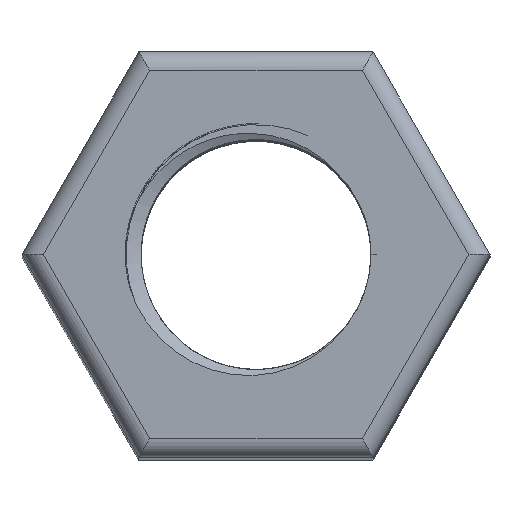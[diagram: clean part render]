
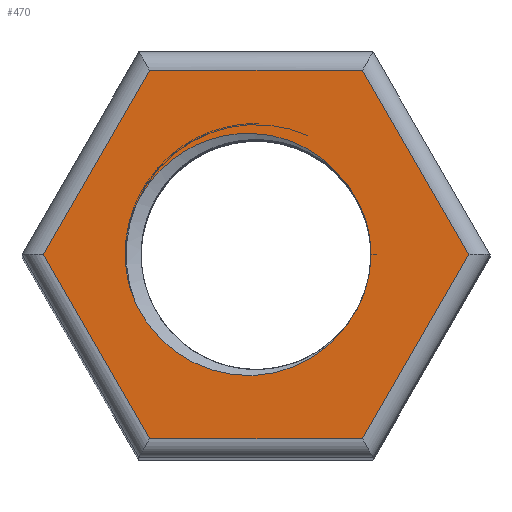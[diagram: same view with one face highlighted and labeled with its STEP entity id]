
A CAD part, top view. The second image highlights one B-rep face of the part: STEP entity #470.
In plain terms, the highlighted planar face has unit normal (0, 0, 1).
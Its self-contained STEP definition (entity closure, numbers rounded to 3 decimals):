
#126 = VERTEX_POINT('',#127);
#127 = CARTESIAN_POINT('',(11.547,0.,95.));
#134 = EDGE_CURVE('',#126,#135,#137,.T.);
#135 = VERTEX_POINT('',#136);
#136 = CARTESIAN_POINT('',(5.774,10.,95.));
#137 = LINE('',#138,#139);
#138 = CARTESIAN_POINT('',(11.836,-0.5,95.));
#139 = VECTOR('',#140,1.);
#140 = DIRECTION('',(-0.5,0.866,0.));
#246 = VERTEX_POINT('',#247);
#247 = CARTESIAN_POINT('',(5.774,-10.,95.));
#254 = EDGE_CURVE('',#246,#126,#255,.T.);
#255 = LINE('',#256,#257);
#256 = CARTESIAN_POINT('',(5.485,-10.5,95.));
#257 = VECTOR('',#258,1.);
#258 = DIRECTION('',(0.5,0.866,0.));
#470 = ADVANCED_FACE('',(#471,#505),#644,.T.);
#471 = FACE_BOUND('',#472,.T.);
#472 = EDGE_LOOP('',(#473,#481,#482,#483,#491,#499));
#473 = ORIENTED_EDGE('',*,*,#474,.T.);
#474 = EDGE_CURVE('',#475,#246,#477,.T.);
#475 = VERTEX_POINT('',#476);
#476 = CARTESIAN_POINT('',(-5.774,-10.,95.));
#477 = LINE('',#478,#479);
#478 = CARTESIAN_POINT('',(-6.351,-10.,95.));
#479 = VECTOR('',#480,1.);
#480 = DIRECTION('',(1.,0.,0.));
#481 = ORIENTED_EDGE('',*,*,#254,.T.);
#482 = ORIENTED_EDGE('',*,*,#134,.T.);
#483 = ORIENTED_EDGE('',*,*,#484,.T.);
#484 = EDGE_CURVE('',#135,#485,#487,.T.);
#485 = VERTEX_POINT('',#486);
#486 = CARTESIAN_POINT('',(-5.774,10.,95.));
#487 = LINE('',#488,#489);
#488 = CARTESIAN_POINT('',(6.351,10.,95.));
#489 = VECTOR('',#490,1.);
#490 = DIRECTION('',(-1.,0.,0.));
#491 = ORIENTED_EDGE('',*,*,#492,.T.);
#492 = EDGE_CURVE('',#485,#493,#495,.T.);
#493 = VERTEX_POINT('',#494);
#494 = CARTESIAN_POINT('',(-11.547,0.,95.));
#495 = LINE('',#496,#497);
#496 = CARTESIAN_POINT('',(-5.485,10.5,95.));
#497 = VECTOR('',#498,1.);
#498 = DIRECTION('',(-0.5,-0.866,0.));
#499 = ORIENTED_EDGE('',*,*,#500,.T.);
#500 = EDGE_CURVE('',#493,#475,#501,.T.);
#501 = LINE('',#502,#503);
#502 = CARTESIAN_POINT('',(-11.836,0.5,95.));
#503 = VECTOR('',#504,1.);
#504 = DIRECTION('',(0.5,-0.866,0.));
#505 = FACE_BOUND('',#506,.T.);
#506 = EDGE_LOOP('',(#507,#518,#527,#554,#603));
#507 = ORIENTED_EDGE('',*,*,#508,.T.);
#508 = EDGE_CURVE('',#509,#511,#513,.T.);
#509 = VERTEX_POINT('',#510);
#510 = CARTESIAN_POINT('',(4.411,4.411,95.));
#511 = VERTEX_POINT('',#512);
#512 = CARTESIAN_POINT('',(6.238,0.,95.));
#513 = CIRCLE('',#514,6.238);
#514 = AXIS2_PLACEMENT_3D('',#515,#516,#517);
#515 = CARTESIAN_POINT('',(0.,0.,95.));
#516 = DIRECTION('',(0.,0.,-1.));
#517 = DIRECTION('',(1.,0.,0.));
#518 = ORIENTED_EDGE('',*,*,#519,.T.);
#519 = EDGE_CURVE('',#511,#520,#522,.T.);
#520 = VERTEX_POINT('',#521);
#521 = CARTESIAN_POINT('',(4.411,-4.411,95.));
#522 = CIRCLE('',#523,6.238);
#523 = AXIS2_PLACEMENT_3D('',#524,#525,#526);
#524 = CARTESIAN_POINT('',(0.,0.,95.));
#525 = DIRECTION('',(0.,0.,-1.));
#526 = DIRECTION('',(1.,0.,0.));
#527 = ORIENTED_EDGE('',*,*,#528,.F.);
#528 = EDGE_CURVE('',#529,#520,#531,.T.);
#529 = VERTEX_POINT('',#530);
#530 = CARTESIAN_POINT('',(-6.513,-2.698,95.));
#531 = B_SPLINE_CURVE_WITH_KNOTS('',6,(#532,#533,#534,#535,#536,#537,
    #538,#539,#540,#541,#542,#543,#544,#545,#546,#547,#548,#549,#550,
    #551,#552,#553),.UNSPECIFIED.,.F.,.F.,(7,5,5,5,7),(0.,0.284
    ,0.543,0.78,1.),.UNSPECIFIED.);
#532 = CARTESIAN_POINT('',(-6.513,-2.698,95.));
#533 = CARTESIAN_POINT('',(-6.243,-3.255,95.));
#534 = CARTESIAN_POINT('',(-5.915,-3.784,95.));
#535 = CARTESIAN_POINT('',(-5.53,-4.275,95.));
#536 = CARTESIAN_POINT('',(-5.096,-4.723,95.));
#537 = CARTESIAN_POINT('',(-4.617,-5.12,95.));
#538 = CARTESIAN_POINT('',(-3.629,-5.772,95.));
#539 = CARTESIAN_POINT('',(-3.127,-6.037,95.));
#540 = CARTESIAN_POINT('',(-2.6,-6.25,95.));
#541 = CARTESIAN_POINT('',(-2.053,-6.409,95.));
#542 = CARTESIAN_POINT('',(-1.495,-6.511,95.));
#543 = CARTESIAN_POINT('',(-0.417,-6.596,95.));
#544 = CARTESIAN_POINT('',(0.103,-6.588,95.));
#545 = CARTESIAN_POINT('',(0.621,-6.531,95.));
#546 = CARTESIAN_POINT('',(1.132,-6.425,95.));
#547 = CARTESIAN_POINT('',(1.628,-6.271,95.));
#548 = CARTESIAN_POINT('',(2.546,-5.885,95.));
#549 = CARTESIAN_POINT('',(2.969,-5.66,95.));
#550 = CARTESIAN_POINT('',(3.372,-5.398,95.));
#551 = CARTESIAN_POINT('',(3.749,-5.1,95.));
#552 = CARTESIAN_POINT('',(4.097,-4.77,95.));
#553 = CARTESIAN_POINT('',(4.411,-4.411,95.));
#554 = ORIENTED_EDGE('',*,*,#555,.F.);
#555 = EDGE_CURVE('',#556,#529,#558,.T.);
#556 = VERTEX_POINT('',#557);
#557 = CARTESIAN_POINT('',(-6.513,2.698,95.));
#558 = B_SPLINE_CURVE_WITH_KNOTS('',7,(#559,#560,#561,#562,#563,#564,
    #565,#566,#567,#568,#569,#570,#571,#572,#573,#574,#575,#576,#577,
    #578,#579,#580,#581,#582,#583,#584,#585,#586,#587,#588,#589,#590,
    #591,#592,#593,#594,#595,#596,#597,#598,#599,#600,#601,#602),
  .UNSPECIFIED.,.F.,.F.,(8,6,6,6,6,6,6,8),(0.,0.109,
    0.249,0.5,0.78,0.889,
    0.979,1.),.UNSPECIFIED.);
#559 = CARTESIAN_POINT('',(-6.513,2.698,95.));
#560 = CARTESIAN_POINT('',(-6.548,2.627,95.));
#561 = CARTESIAN_POINT('',(-6.582,2.553,95.));
#562 = CARTESIAN_POINT('',(-6.615,2.477,95.));
#563 = CARTESIAN_POINT('',(-6.647,2.4,95.));
#564 = CARTESIAN_POINT('',(-6.678,2.321,95.));
#565 = CARTESIAN_POINT('',(-6.708,2.242,95.));
#566 = CARTESIAN_POINT('',(-6.773,2.058,95.));
#567 = CARTESIAN_POINT('',(-6.808,1.954,95.));
#568 = CARTESIAN_POINT('',(-6.841,1.848,95.));
#569 = CARTESIAN_POINT('',(-6.871,1.741,95.));
#570 = CARTESIAN_POINT('',(-6.9,1.633,95.));
#571 = CARTESIAN_POINT('',(-6.926,1.524,95.));
#572 = CARTESIAN_POINT('',(-6.994,1.217,95.));
#573 = CARTESIAN_POINT('',(-7.031,1.017,95.));
#574 = CARTESIAN_POINT('',(-7.06,0.816,95.));
#575 = CARTESIAN_POINT('',(-7.082,0.613,95.));
#576 = CARTESIAN_POINT('',(-7.097,0.409,95.));
#577 = CARTESIAN_POINT('',(-7.104,0.205,95.));
#578 = CARTESIAN_POINT('',(-7.104,-0.227,95.));
#579 = CARTESIAN_POINT('',(-7.095,-0.455,95.));
#580 = CARTESIAN_POINT('',(-7.077,-0.682,95.));
#581 = CARTESIAN_POINT('',(-7.049,-0.908,95.));
#582 = CARTESIAN_POINT('',(-7.013,-1.132,95.));
#583 = CARTESIAN_POINT('',(-6.968,-1.353,95.));
#584 = CARTESIAN_POINT('',(-6.893,-1.656,95.));
#585 = CARTESIAN_POINT('',(-6.871,-1.74,95.));
#586 = CARTESIAN_POINT('',(-6.847,-1.824,95.));
#587 = CARTESIAN_POINT('',(-6.822,-1.907,95.));
#588 = CARTESIAN_POINT('',(-6.796,-1.989,95.));
#589 = CARTESIAN_POINT('',(-6.769,-2.071,95.));
#590 = CARTESIAN_POINT('',(-6.716,-2.218,95.));
#591 = CARTESIAN_POINT('',(-6.692,-2.285,95.));
#592 = CARTESIAN_POINT('',(-6.667,-2.35,95.));
#593 = CARTESIAN_POINT('',(-6.641,-2.415,95.));
#594 = CARTESIAN_POINT('',(-6.614,-2.478,95.));
#595 = CARTESIAN_POINT('',(-6.586,-2.541,95.));
#596 = CARTESIAN_POINT('',(-6.552,-2.616,95.));
#597 = CARTESIAN_POINT('',(-6.546,-2.63,95.));
#598 = CARTESIAN_POINT('',(-6.539,-2.644,95.));
#599 = CARTESIAN_POINT('',(-6.533,-2.657,95.));
#600 = CARTESIAN_POINT('',(-6.526,-2.671,95.));
#601 = CARTESIAN_POINT('',(-6.52,-2.684,95.));
#602 = CARTESIAN_POINT('',(-6.513,-2.698,95.));
#603 = ORIENTED_EDGE('',*,*,#604,.F.);
#604 = EDGE_CURVE('',#509,#556,#605,.T.);
#605 = B_SPLINE_CURVE_WITH_KNOTS('',7,(#606,#607,#608,#609,#610,#611,
    #612,#613,#614,#615,#616,#617,#618,#619,#620,#621,#622,#623,#624,
    #625,#626,#627,#628,#629,#630,#631,#632,#633,#634,#635,#636,#637,
    #638,#639,#640,#641,#642,#643),.UNSPECIFIED.,.F.,.F.,(8,6,6,6,6,6,8)
  ,(0.,0.209,0.442,0.569,0.704,
    0.847,1.),.UNSPECIFIED.);
#606 = CARTESIAN_POINT('',(5.905,0.935,95.));
#607 = CARTESIAN_POINT('',(5.86,1.438,95.));
#608 = CARTESIAN_POINT('',(5.766,1.936,95.));
#609 = CARTESIAN_POINT('',(5.624,2.424,95.));
#610 = CARTESIAN_POINT('',(5.434,2.896,95.));
#611 = CARTESIAN_POINT('',(5.2,3.347,95.));
#612 = CARTESIAN_POINT('',(4.925,3.773,95.));
#613 = CARTESIAN_POINT('',(4.263,4.611,95.));
#614 = CARTESIAN_POINT('',(3.868,5.015,95.));
#615 = CARTESIAN_POINT('',(3.431,5.377,95.));
#616 = CARTESIAN_POINT('',(2.958,5.692,95.));
#617 = CARTESIAN_POINT('',(2.456,5.956,95.));
#618 = CARTESIAN_POINT('',(1.93,6.167,95.));
#619 = CARTESIAN_POINT('',(1.096,6.407,95.));
#620 = CARTESIAN_POINT('',(0.797,6.475,95.));
#621 = CARTESIAN_POINT('',(0.495,6.527,95.));
#622 = CARTESIAN_POINT('',(0.191,6.562,95.));
#623 = CARTESIAN_POINT('',(-0.115,6.581,95.));
#624 = CARTESIAN_POINT('',(-0.422,6.583,95.));
#625 = CARTESIAN_POINT('',(-1.054,6.553,95.));
#626 = CARTESIAN_POINT('',(-1.38,6.518,95.));
#627 = CARTESIAN_POINT('',(-1.703,6.465,95.));
#628 = CARTESIAN_POINT('',(-2.023,6.393,95.));
#629 = CARTESIAN_POINT('',(-2.339,6.303,95.));
#630 = CARTESIAN_POINT('',(-2.648,6.196,95.));
#631 = CARTESIAN_POINT('',(-3.271,5.939,95.));
#632 = CARTESIAN_POINT('',(-3.584,5.787,95.));
#633 = CARTESIAN_POINT('',(-3.887,5.617,95.));
#634 = CARTESIAN_POINT('',(-4.18,5.429,95.));
#635 = CARTESIAN_POINT('',(-4.461,5.225,95.));
#636 = CARTESIAN_POINT('',(-4.729,5.004,95.));
#637 = CARTESIAN_POINT('',(-5.254,4.517,95.));
#638 = CARTESIAN_POINT('',(-5.51,4.248,95.));
#639 = CARTESIAN_POINT('',(-5.748,3.964,95.));
#640 = CARTESIAN_POINT('',(-5.969,3.665,95.));
#641 = CARTESIAN_POINT('',(-6.17,3.354,95.));
#642 = CARTESIAN_POINT('',(-6.352,3.031,95.));
#643 = CARTESIAN_POINT('',(-6.513,2.698,95.));
#644 = PLANE('',#645);
#645 = AXIS2_PLACEMENT_3D('',#646,#647,#648);
#646 = CARTESIAN_POINT('',(0.,0.,95.));
#647 = DIRECTION('',(0.,0.,1.));
#648 = DIRECTION('',(1.,0.,0.));
